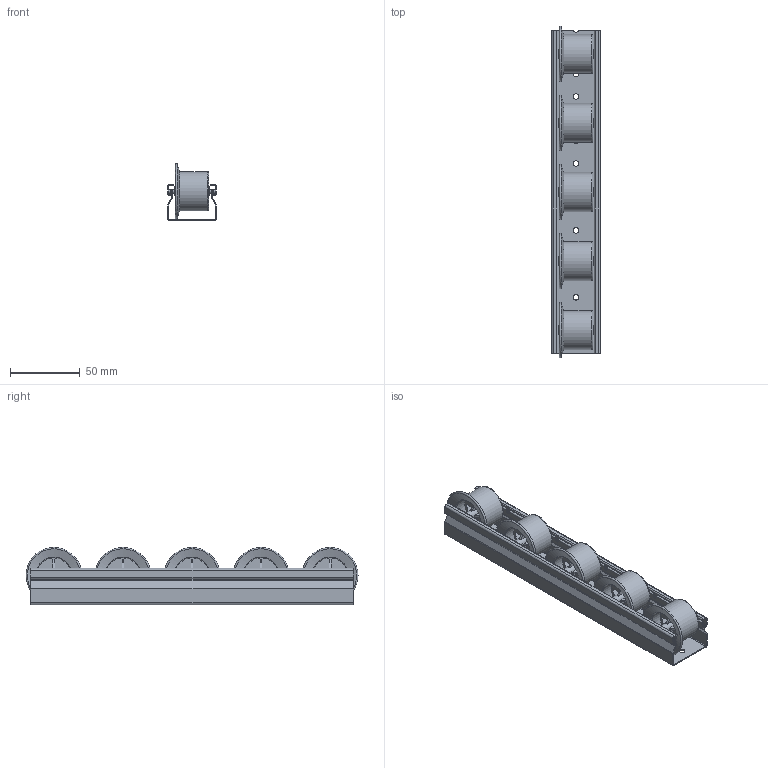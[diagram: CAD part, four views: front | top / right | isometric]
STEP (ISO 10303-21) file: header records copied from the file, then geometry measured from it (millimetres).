
FILE_DESCRIPTION(/* description */ (''),/* implementation_level */ '2;1');
FILE_NAME(/* name */ 'Röllchenleiste_sk.stp',/* time_stamp */ '2014-07-21T11:21:25+02:00',/* author */ ('lukas'),/* organization */ (''),/* preprocessor_version */ 'ST-DEVELOPER v15.6',/* originating_system */ 'Autodesk Inventor 2015',/* authorisation */ '');
FILE_SCHEMA (('AUTOMOTIVE_DESIGN { 1 0 10303 214 3 1 1 }'));
Length unit declared in the file: millimetre
Products named in the file (5): Profil2; Achse für Röllchen; Spurkranzröllchen; Spurkranzröllchen mit Achse; Röllchenleiste
Bounding box: 35 x 238 x 41 mm (x, y, z)
Volume: 51065.4 mm3; surface area: 89902.5 mm2
Topology: 11 solids, 11 shells, 534 faces, 1576 edges, 1022 vertices
Faces by surface type: plane 311, cylinder 188, torus 25, cone 10
Full cylindrical faces by diameter (mm): 2.85 x5, 3.2 x5, 4 x14, 6.2 x10, 25 x10, 28 x5
Entity records: 12231 total; most frequent: DIRECTION 2168, ORIENTED_EDGE 2118, CARTESIAN_POINT 2115, EDGE_CURVE 1059, AXIS2_PLACEMENT_3D 754, VERTEX_POINT 701, LINE 660, VECTOR 660
